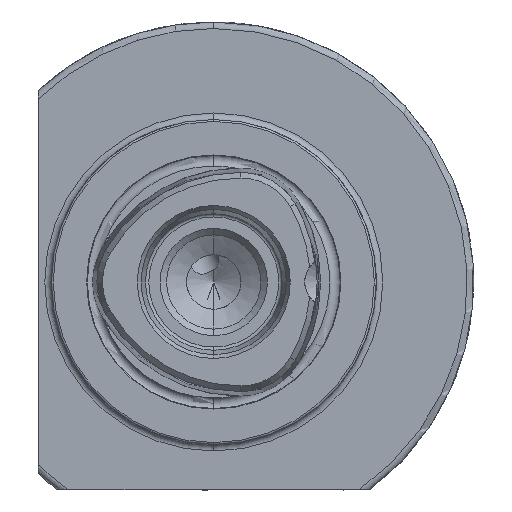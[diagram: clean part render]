
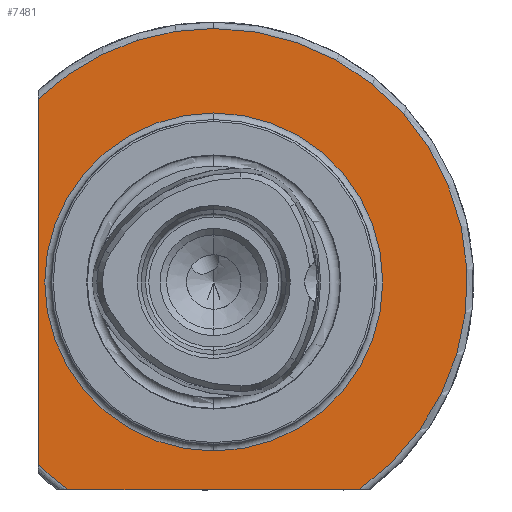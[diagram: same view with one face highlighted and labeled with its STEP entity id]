
A CAD part, left-side view. The second image highlights one B-rep face of the part: STEP entity #7481.
In plain terms, the highlighted planar face has unit normal (-1, 0, 0).
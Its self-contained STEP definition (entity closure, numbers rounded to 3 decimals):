
#140 = ORIENTED_EDGE ( 'NONE', *, *, #5568, .T. ) ;
#159 = DIRECTION ( 'NONE',  ( 0., 0., 1. ) ) ;
#347 = AXIS2_PLACEMENT_3D ( 'NONE', #3255, #2891, #835 ) ;
#512 = EDGE_CURVE ( 'NONE', #3975, #1307, #5826, .T. ) ;
#597 = AXIS2_PLACEMENT_3D ( 'NONE', #4008, #1628, #6932 ) ;
#648 = DIRECTION ( 'NONE',  ( -1., 0., 0. ) ) ;
#748 = VECTOR ( 'NONE', #884, 1000. ) ;
#777 = ORIENTED_EDGE ( 'NONE', *, *, #512, .T. ) ;
#835 = DIRECTION ( 'NONE',  ( 0., 0., 1. ) ) ;
#884 = DIRECTION ( 'NONE',  ( 0., 1., 0. ) ) ;
#971 = EDGE_CURVE ( 'NONE', #1808, #7467, #4164, .T. ) ;
#1035 = FACE_OUTER_BOUND ( 'NONE', #7081, .T. ) ;
#1103 = DIRECTION ( 'NONE',  ( -1., 0., 0. ) ) ;
#1307 = VERTEX_POINT ( 'NONE', #1759 ) ;
#1358 = DIRECTION ( 'NONE',  ( 0., 0., -1. ) ) ;
#1426 = CARTESIAN_POINT ( 'NONE',  ( 21., 26., -32. ) ) ;
#1600 = CARTESIAN_POINT ( 'NONE',  ( 21., 0., 0. ) ) ;
#1628 = DIRECTION ( 'NONE',  ( 1., 0., 0. ) ) ;
#1737 = CIRCLE ( 'NONE', #347, 39. ) ;
#1759 = CARTESIAN_POINT ( 'NONE',  ( 21., 0., 39. ) ) ;
#1808 = VERTEX_POINT ( 'NONE', #2013 ) ;
#2013 = CARTESIAN_POINT ( 'NONE',  ( 21., 0., 26. ) ) ;
#2035 = CIRCLE ( 'NONE', #3365, 39. ) ;
#2181 = CARTESIAN_POINT ( 'NONE',  ( 21., 27., 28.142 ) ) ;
#2596 = ORIENTED_EDGE ( 'NONE', *, *, #971, .F. ) ;
#2891 = DIRECTION ( 'NONE',  ( -1., 0., 0. ) ) ;
#2894 = LINE ( 'NONE', #6676, #7208 ) ;
#3052 = CARTESIAN_POINT ( 'NONE',  ( 21., 0., 0. ) ) ;
#3245 = EDGE_CURVE ( 'NONE', #1307, #6985, #2035, .T. ) ;
#3255 = CARTESIAN_POINT ( 'NONE',  ( 21., 0., 0. ) ) ;
#3320 = VERTEX_POINT ( 'NONE', #3718 ) ;
#3365 = AXIS2_PLACEMENT_3D ( 'NONE', #1600, #6039, #7118 ) ;
#3382 = AXIS2_PLACEMENT_3D ( 'NONE', #4685, #1103, #7611 ) ;
#3492 = CIRCLE ( 'NONE', #3382, 26. ) ;
#3615 = EDGE_LOOP ( 'NONE', ( #2596, #6360 ) ) ;
#3718 = CARTESIAN_POINT ( 'NONE',  ( 21., 22.293, -32. ) ) ;
#3794 = CARTESIAN_POINT ( 'NONE',  ( 21., 27., -28.142 ) ) ;
#3975 = VERTEX_POINT ( 'NONE', #4256 ) ;
#4008 = CARTESIAN_POINT ( 'NONE',  ( 21., 26., 0. ) ) ;
#4109 = DIRECTION ( 'NONE',  ( 0., 0., 1. ) ) ;
#4155 = EDGE_CURVE ( 'NONE', #3975, #3320, #7136, .T. ) ;
#4164 = CIRCLE ( 'NONE', #4437, 26. ) ;
#4222 = FACE_BOUND ( 'NONE', #3615, .T. ) ;
#4256 = CARTESIAN_POINT ( 'NONE',  ( 21., -22.293, -32. ) ) ;
#4260 = DIRECTION ( 'NONE',  ( -1., 0., 0. ) ) ;
#4437 = AXIS2_PLACEMENT_3D ( 'NONE', #3052, #4260, #159 ) ;
#4510 = ORIENTED_EDGE ( 'NONE', *, *, #4155, .F. ) ;
#4685 = CARTESIAN_POINT ( 'NONE',  ( 21., 0., 0. ) ) ;
#4803 = ORIENTED_EDGE ( 'NONE', *, *, #3245, .T. ) ;
#4905 = VERTEX_POINT ( 'NONE', #3794 ) ;
#5486 = EDGE_CURVE ( 'NONE', #4905, #3320, #1737, .T. ) ;
#5568 = EDGE_CURVE ( 'NONE', #6985, #4905, #2894, .T. ) ;
#5674 = PLANE ( 'NONE',  #597 ) ;
#5826 = CIRCLE ( 'NONE', #7058, 39. ) ;
#5957 = CARTESIAN_POINT ( 'NONE',  ( 21., 0., 0. ) ) ;
#6039 = DIRECTION ( 'NONE',  ( -1., 0., 0. ) ) ;
#6290 = CARTESIAN_POINT ( 'NONE',  ( 21., 0., -26. ) ) ;
#6327 = ORIENTED_EDGE ( 'NONE', *, *, #5486, .T. ) ;
#6360 = ORIENTED_EDGE ( 'NONE', *, *, #7070, .F. ) ;
#6676 = CARTESIAN_POINT ( 'NONE',  ( 21., 27., 0. ) ) ;
#6932 = DIRECTION ( 'NONE',  ( 0., 0., -1. ) ) ;
#6985 = VERTEX_POINT ( 'NONE', #2181 ) ;
#7058 = AXIS2_PLACEMENT_3D ( 'NONE', #5957, #648, #4109 ) ;
#7070 = EDGE_CURVE ( 'NONE', #7467, #1808, #3492, .T. ) ;
#7081 = EDGE_LOOP ( 'NONE', ( #777, #4803, #140, #6327, #4510 ) ) ;
#7118 = DIRECTION ( 'NONE',  ( 0., 0., 1. ) ) ;
#7136 = LINE ( 'NONE', #1426, #748 ) ;
#7208 = VECTOR ( 'NONE', #1358, 1000. ) ;
#7467 = VERTEX_POINT ( 'NONE', #6290 ) ;
#7481 = ADVANCED_FACE ( 'NONE', ( #4222, #1035 ), #5674, .F. ) ;
#7611 = DIRECTION ( 'NONE',  ( 0., 0., 1. ) ) ;
